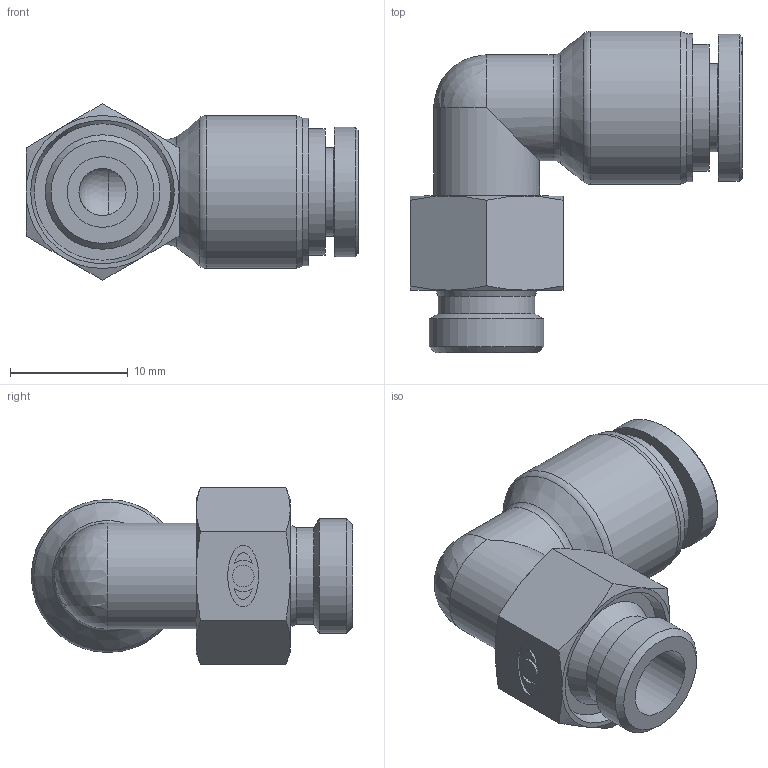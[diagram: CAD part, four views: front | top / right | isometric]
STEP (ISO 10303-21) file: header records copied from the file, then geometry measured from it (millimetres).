
FILE_DESCRIPTION((''),'2;1');
FILE_NAME('F-PL 06G01.stp','2020-12-01T18:21:49',('Administrator'),(''),'Autodesk Inventor 2013','Autodesk Inventor 2013','');
FILE_SCHEMA(('CONFIG_CONTROL_DESIGN'));
Length unit declared in the file: millimetre
Products named in the file (4): F-PL 06G01; F-PL 0601 BODY; F-BODY G01(SUS) ; F-SLEEVE 06(SUS)
Assembly tree (3 placements, depth 2):
  F-PL 06G01
    F-PL 0601 BODY
    F-BODY G01(SUS) 
    F-SLEEVE 06(SUS)
Bounding box: 28.2 x 27.3 x 15.01 mm (x, y, z)
Volume: 3036.1 mm3; surface area: 2946.2 mm2
Topology: 3 solids, 3 shells, 292 faces, 756 edges, 495 vertices
Faces by surface type: bspline 129, plane 123, cone 20, cylinder 16, sphere 2, torus 2
Full cylindrical faces by diameter (mm): 1.841 x1, 4 x1, 5 x1, 6 x1, 6.15 x1, 6.2 x1, 7.5 x1, 8.2 x1, 9 x2, 9.728 x1, 10.75 x1, 12.55 x1, 13 x1
Entity records: 9071 total; most frequent: CARTESIAN_POINT 2840, ORIENTED_EDGE 1444, DIRECTION 846, EDGE_CURVE 722, VERTEX_POINT 488, VECTOR 386, LINE 386, EDGE_LOOP 350
